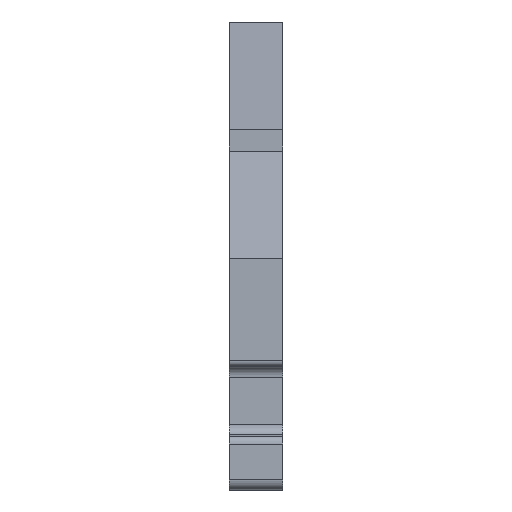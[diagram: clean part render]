
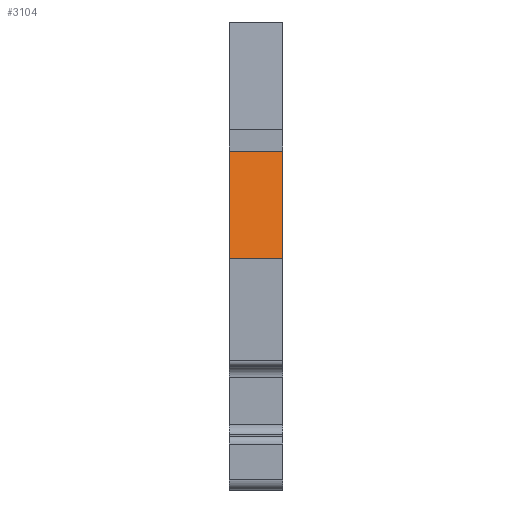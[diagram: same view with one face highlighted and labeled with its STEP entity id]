
A CAD part, left-side view. The second image highlights one B-rep face of the part: STEP entity #3104.
In plain terms, the highlighted planar face has unit normal (-0.977, 0, 0.215).
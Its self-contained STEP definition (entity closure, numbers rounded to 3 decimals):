
#486=ORIENTED_EDGE('',*,*,#1360,.T.);
#487=ORIENTED_EDGE('',*,*,#1361,.F.);
#488=ORIENTED_EDGE('',*,*,#1362,.F.);
#489=ORIENTED_EDGE('',*,*,#1363,.F.);
#1360=EDGE_CURVE('',#1767,#1768,#2069,.T.);
#1361=EDGE_CURVE('',#1769,#1768,#2070,.T.);
#1362=EDGE_CURVE('',#1770,#1769,#2071,.T.);
#1363=EDGE_CURVE('',#1767,#1770,#2072,.T.);
#1767=VERTEX_POINT('',#4858);
#1768=VERTEX_POINT('',#4860);
#1769=VERTEX_POINT('',#4864);
#1770=VERTEX_POINT('',#4866);
#2069=LINE('',#4861,#2412);
#2070=LINE('',#4863,#2413);
#2071=LINE('',#4865,#2414);
#2072=LINE('',#4867,#2415);
#2412=VECTOR('',#3880,1000.);
#2413=VECTOR('',#3883,1000.);
#2414=VECTOR('',#3884,1000.);
#2415=VECTOR('',#3885,1000.);
#2668=EDGE_LOOP('',(#486,#487,#488,#489));
#2833=FACE_BOUND('',#2668,.T.);
#2968=PLANE('',#3333);
#3104=ADVANCED_FACE('',(#2833),#2968,.T.);
#3333=AXIS2_PLACEMENT_3D('',#4862,#3881,#3882);
#3880=DIRECTION('',(0.,-1.,0.));
#3881=DIRECTION('',(-0.977,0.,0.215));
#3882=DIRECTION('',(0.215,0.,0.977));
#3883=DIRECTION('',(-0.215,0.,-0.977));
#3884=DIRECTION('',(0.,-1.,0.));
#3885=DIRECTION('',(0.215,0.,0.977));
#4858=CARTESIAN_POINT('',(-32.,0.,-0.25));
#4860=CARTESIAN_POINT('',(-32.,-5.,-0.25));
#4861=CARTESIAN_POINT('',(-32.,72.545,-0.25));
#4862=CARTESIAN_POINT('',(-29.795,72.545,9.75));
#4863=CARTESIAN_POINT('',(-29.795,-5.,9.75));
#4864=CARTESIAN_POINT('',(-29.795,-5.,9.75));
#4865=CARTESIAN_POINT('',(-29.795,72.545,9.75));
#4866=CARTESIAN_POINT('',(-29.795,0.,9.75));
#4867=CARTESIAN_POINT('',(-36.522,0.,-20.753));
